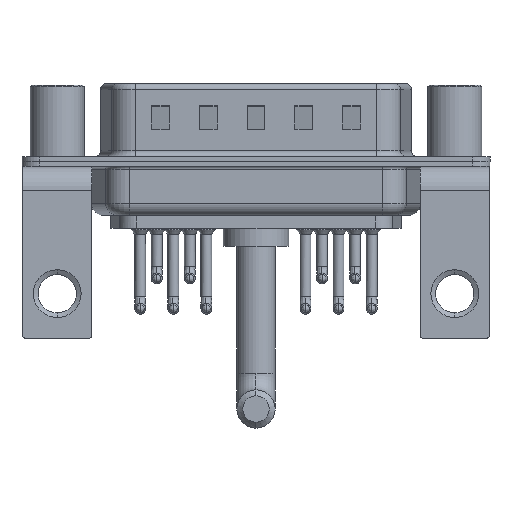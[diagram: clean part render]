
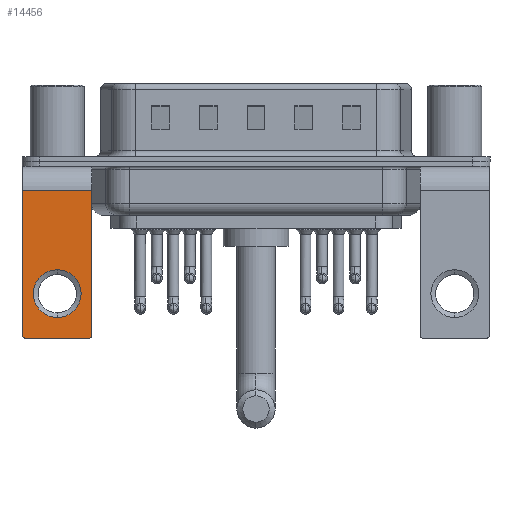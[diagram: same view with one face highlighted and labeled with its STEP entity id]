
A CAD part, front view. The second image highlights one B-rep face of the part: STEP entity #14456.
In plain terms, the highlighted planar face has unit normal (0, -1, 0).
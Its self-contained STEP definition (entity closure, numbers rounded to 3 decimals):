
#150 = DIRECTION ( 'NONE',  ( 0., -1., 0. ) ) ;
#1646 = EDGE_CURVE ( 'NONE', #4075, #16621, #8453, .T. ) ;
#2391 = ORIENTED_EDGE ( 'NONE', *, *, #21134, .F. ) ;
#2485 = VECTOR ( 'NONE', #19379, 1000. ) ;
#2770 = VERTEX_POINT ( 'NONE', #18057 ) ;
#2981 = AXIS2_PLACEMENT_3D ( 'NONE', #18740, #19107, #7550 ) ;
#3092 = CIRCLE ( 'NONE', #3902, 0.25 ) ;
#3120 = CARTESIAN_POINT ( 'NONE',  ( 0., -6.25, -13.07 ) ) ;
#3174 = CARTESIAN_POINT ( 'NONE',  ( 2.9, -6.25, -14.8 ) ) ;
#3902 = AXIS2_PLACEMENT_3D ( 'NONE', #13391, #20711, #17545 ) ;
#4058 = EDGE_CURVE ( 'NONE', #2770, #18316, #13581, .T. ) ;
#4075 = VERTEX_POINT ( 'NONE', #19120 ) ;
#4839 = DIRECTION ( 'NONE',  ( 0., 0., -1. ) ) ;
#4960 = LINE ( 'NONE', #23968, #7905 ) ;
#5758 = ORIENTED_EDGE ( 'NONE', *, *, #1646, .T. ) ;
#6064 = CARTESIAN_POINT ( 'NONE',  ( 2.9, -6.25, -14.55 ) ) ;
#7034 = VECTOR ( 'NONE', #8853, 1000. ) ;
#7197 = VERTEX_POINT ( 'NONE', #8748 ) ;
#7550 = DIRECTION ( 'NONE',  ( 0., 0., 1. ) ) ;
#7905 = VECTOR ( 'NONE', #4839, 1000. ) ;
#8453 = CIRCLE ( 'NONE', #22923, 2. ) ;
#8564 = DIRECTION ( 'NONE',  ( -1., 0., 0. ) ) ;
#8731 = CARTESIAN_POINT ( 'NONE',  ( 2.9, -6.25, -2.4 ) ) ;
#8748 = CARTESIAN_POINT ( 'NONE',  ( -2.9, -6.25, -14.55 ) ) ;
#8853 = DIRECTION ( 'NONE',  ( 0., 0., -1. ) ) ;
#9232 = CIRCLE ( 'NONE', #24480, 2. ) ;
#9519 = ORIENTED_EDGE ( 'NONE', *, *, #10145, .T. ) ;
#10145 = EDGE_CURVE ( 'NONE', #7197, #18117, #3092, .T. ) ;
#10317 = EDGE_CURVE ( 'NONE', #2770, #22768, #12744, .T. ) ;
#10719 = ORIENTED_EDGE ( 'NONE', *, *, #22486, .T. ) ;
#10761 = AXIS2_PLACEMENT_3D ( 'NONE', #17362, #150, #13463 ) ;
#10790 = ORIENTED_EDGE ( 'NONE', *, *, #11020, .T. ) ;
#10931 = FACE_BOUND ( 'NONE', #22833, .T. ) ;
#11020 = EDGE_CURVE ( 'NONE', #14270, #22768, #15581, .T. ) ;
#11060 = PLANE ( 'NONE',  #2981 ) ;
#11452 = DIRECTION ( 'NONE',  ( 0., 0., 1. ) ) ;
#12744 = LINE ( 'NONE', #8731, #7034 ) ;
#12841 = CARTESIAN_POINT ( 'NONE',  ( -2.65, -6.25, -14.8 ) ) ;
#13143 = ORIENTED_EDGE ( 'NONE', *, *, #4058, .T. ) ;
#13343 = DIRECTION ( 'NONE',  ( 0., 1., 0. ) ) ;
#13391 = CARTESIAN_POINT ( 'NONE',  ( -2.65, -6.25, -14.55 ) ) ;
#13463 = DIRECTION ( 'NONE',  ( 0., 0., 1. ) ) ;
#13581 = LINE ( 'NONE', #24818, #2485 ) ;
#14270 = VERTEX_POINT ( 'NONE', #14589 ) ;
#14456 = ADVANCED_FACE ( 'NONE', ( #10931, #17091 ), #11060, .F. ) ;
#14589 = CARTESIAN_POINT ( 'NONE',  ( 2.65, -6.25, -14.8 ) ) ;
#15581 = CIRCLE ( 'NONE', #10761, 0.25 ) ;
#16225 = LINE ( 'NONE', #3174, #17609 ) ;
#16621 = VERTEX_POINT ( 'NONE', #3120 ) ;
#17091 = FACE_OUTER_BOUND ( 'NONE', #17378, .T. ) ;
#17362 = CARTESIAN_POINT ( 'NONE',  ( 2.65, -6.25, -14.55 ) ) ;
#17368 = CARTESIAN_POINT ( 'NONE',  ( 0., -6.25, -11.07 ) ) ;
#17378 = EDGE_LOOP ( 'NONE', ( #22431, #9519, #2391, #10790, #20479, #13143 ) ) ;
#17545 = DIRECTION ( 'NONE',  ( 0., 0., 1. ) ) ;
#17609 = VECTOR ( 'NONE', #8564, 1000. ) ;
#18057 = CARTESIAN_POINT ( 'NONE',  ( 2.9, -6.25, -2.4 ) ) ;
#18117 = VERTEX_POINT ( 'NONE', #12841 ) ;
#18316 = VERTEX_POINT ( 'NONE', #19261 ) ;
#18740 = CARTESIAN_POINT ( 'NONE',  ( 2.9, -6.25, -2.4 ) ) ;
#19107 = DIRECTION ( 'NONE',  ( 0., 1., 0. ) ) ;
#19120 = CARTESIAN_POINT ( 'NONE',  ( 0., -6.25, -9.07 ) ) ;
#19261 = CARTESIAN_POINT ( 'NONE',  ( -2.9, -6.25, -2.4 ) ) ;
#19318 = EDGE_CURVE ( 'NONE', #18316, #7197, #4960, .T. ) ;
#19379 = DIRECTION ( 'NONE',  ( -1., 0., 0. ) ) ;
#20401 = DIRECTION ( 'NONE',  ( 0., 1., 0. ) ) ;
#20479 = ORIENTED_EDGE ( 'NONE', *, *, #10317, .F. ) ;
#20523 = DIRECTION ( 'NONE',  ( 0., 0., 1. ) ) ;
#20711 = DIRECTION ( 'NONE',  ( 0., -1., 0. ) ) ;
#21134 = EDGE_CURVE ( 'NONE', #14270, #18117, #16225, .T. ) ;
#22431 = ORIENTED_EDGE ( 'NONE', *, *, #19318, .T. ) ;
#22486 = EDGE_CURVE ( 'NONE', #16621, #4075, #9232, .T. ) ;
#22539 = CARTESIAN_POINT ( 'NONE',  ( 0., -6.25, -11.07 ) ) ;
#22768 = VERTEX_POINT ( 'NONE', #6064 ) ;
#22833 = EDGE_LOOP ( 'NONE', ( #10719, #5758 ) ) ;
#22923 = AXIS2_PLACEMENT_3D ( 'NONE', #17368, #13343, #11452 ) ;
#23968 = CARTESIAN_POINT ( 'NONE',  ( -2.9, -6.25, -2.4 ) ) ;
#24480 = AXIS2_PLACEMENT_3D ( 'NONE', #22539, #20401, #20523 ) ;
#24818 = CARTESIAN_POINT ( 'NONE',  ( 2.9, -6.25, -2.4 ) ) ;
